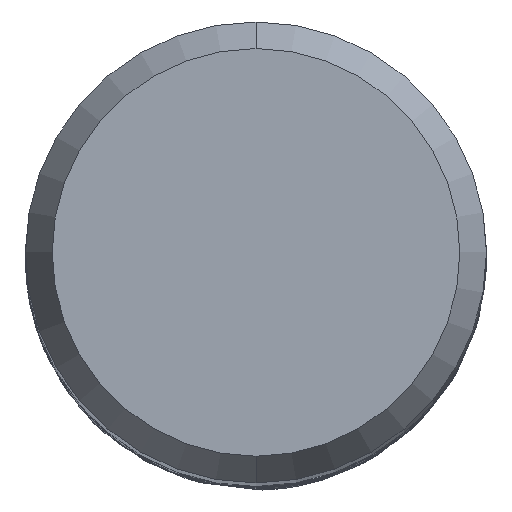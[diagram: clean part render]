
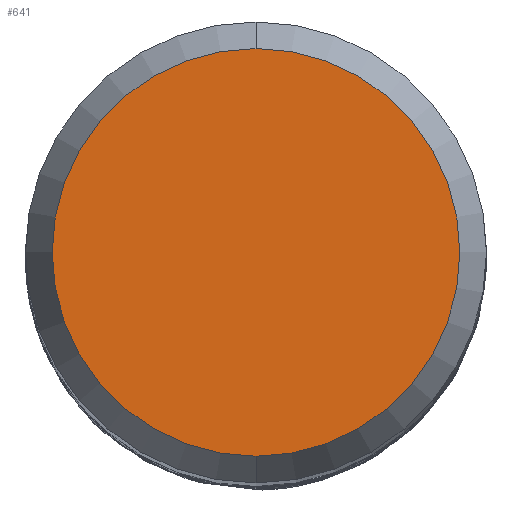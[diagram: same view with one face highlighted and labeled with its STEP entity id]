
A CAD part, top view. The second image highlights one B-rep face of the part: STEP entity #641.
In plain terms, the highlighted planar face has unit normal (0, 0, 1).
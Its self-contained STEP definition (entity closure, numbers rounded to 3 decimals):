
#641=ADVANCED_FACE('',(#1876),#1877,.T.);
#895=EDGE_CURVE('',#1419,#1609,#2151,.T.);
#1265=EDGE_CURVE('',#1609,#1419,#2555,.T.);
#1419=VERTEX_POINT('',#2722);
#1609=VERTEX_POINT('',#2929);
#1876=FACE_OUTER_BOUND('',#3213,.T.);
#1877=PLANE('',#3214);
#2151=CIRCLE('',#8075,4.423);
#2555=CIRCLE('',#12281,4.423);
#2722=CARTESIAN_POINT('',(0.0,4.423,0.0));
#2929=CARTESIAN_POINT('',(0.,-4.423,0.0));
#3213=EDGE_LOOP('',(#19710,#19711));
#3214=AXIS2_PLACEMENT_3D('',#19712,#19713,#19714);
#8075=AXIS2_PLACEMENT_3D('',#19907,#19908,#19909);
#12281=AXIS2_PLACEMENT_3D('',#20311,#20312,#20313);
#19710=ORIENTED_EDGE('',*,*,#895,.F.);
#19711=ORIENTED_EDGE('',*,*,#1265,.F.);
#19712=CARTESIAN_POINT('',(0.0,2.211,0.0));
#19713=DIRECTION('',(-0.0,0.0,1.0));
#19714=DIRECTION('',(0.0,-1.0,0.0));
#19907=CARTESIAN_POINT('',(0.0,0.0,0.0));
#19908=DIRECTION('',(0.0,0.0,-1.0));
#19909=DIRECTION('',(0.0,1.0,0.0));
#20311=CARTESIAN_POINT('',(0.0,0.0,0.0));
#20312=DIRECTION('',(0.0,0.0,-1.0));
#20313=DIRECTION('',(0.0,1.0,0.0));
